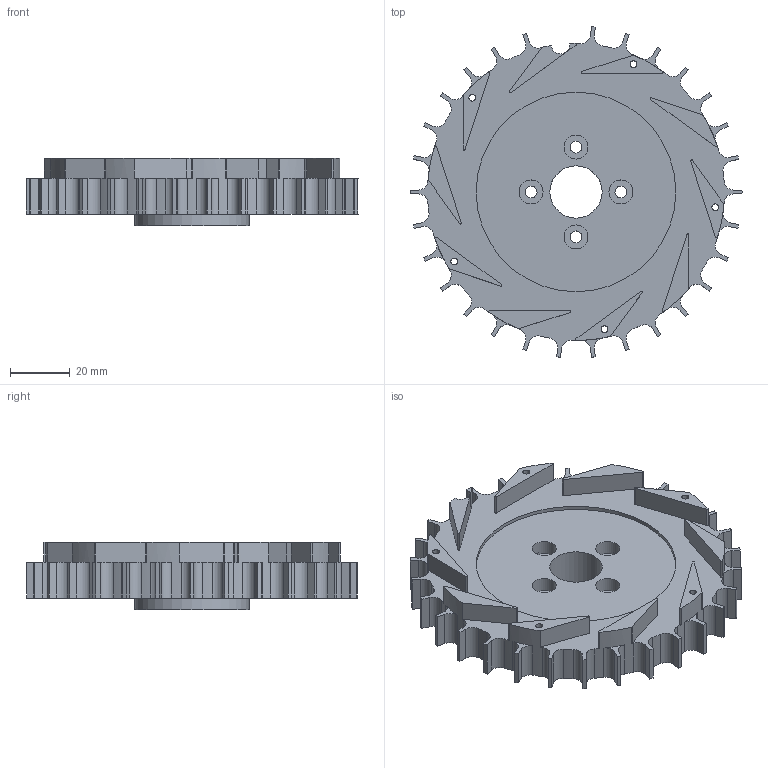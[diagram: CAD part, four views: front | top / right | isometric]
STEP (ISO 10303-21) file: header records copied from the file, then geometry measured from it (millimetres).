
FILE_DESCRIPTION(/* description */ (''),/* implementation_level */ '2;1');
FILE_NAME(/* name */ 'diffuserCAM v85.step',/* time_stamp */ '2024-05-23T22:13:47-07:00',/* author */ (''),/* organization */ (''),/* preprocessor_version */ 'ST-DEVELOPER v20',/* originating_system */ 'Autodesk Translation Framework v13.14.0.145',/* authorisation */ '');
FILE_SCHEMA (('AUTOMOTIVE_DESIGN { 1 0 10303 214 3 1 1 }'));
Length unit declared in the file: inch
Products named in the file (1): diffuserCAM
Bounding box: 110.75 x 110.27 x 22.35 mm (x, y, z)
Volume: 64149.4 mm3; surface area: 31882.4 mm2
Topology: 1 solids, 1 shells, 266 faces, 771 edges, 514 vertices
Faces by surface type: cylinder 158, plane 108
Full cylindrical faces by diameter (mm): 2.261 x5, 4 x4, 8 x4, 17.462 x1, 38.1 x1, 66.6 x1, 88.9 x1
Entity records: 9004 total; most frequent: DIRECTION 1663, CARTESIAN_POINT 1552, ORIENTED_EDGE 1542, EDGE_CURVE 771, AXIS2_PLACEMENT_3D 625, VERTEX_POINT 514, LINE 413, VECTOR 413
